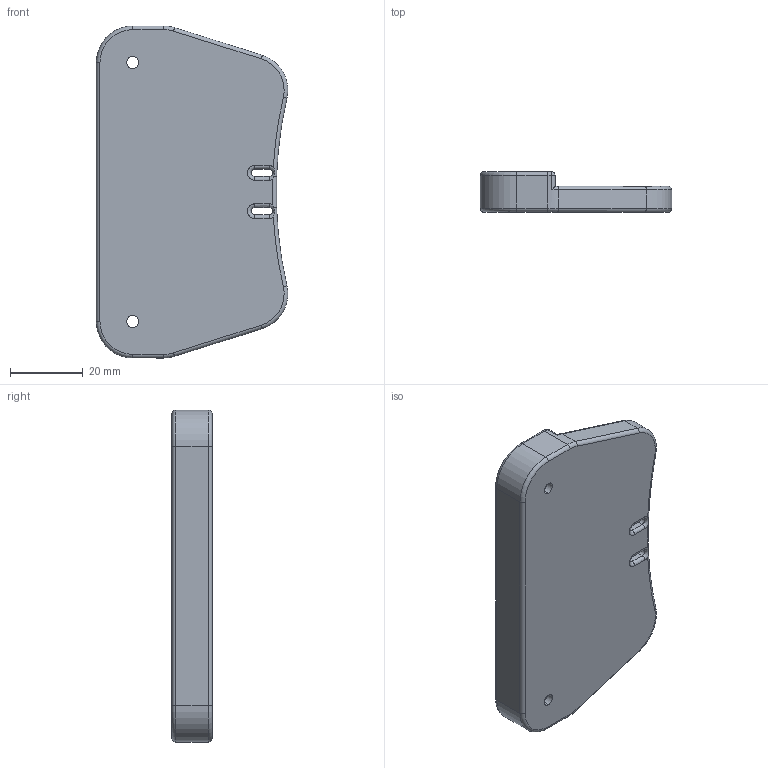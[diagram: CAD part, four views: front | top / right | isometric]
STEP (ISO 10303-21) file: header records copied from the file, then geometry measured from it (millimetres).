
FILE_DESCRIPTION (( 'STEP AP203' ), '1' );
FILE_NAME ('assembled_bedrest-fsr.step', '2016-03-08T04:35:16', ( '' ), ( '' ), 'SwSTEP 2.0', 'SolidWorks 2015', '' );
FILE_SCHEMA (( 'CONFIG_CONTROL_DESIGN' ));
Length unit declared in the file: millimetre
Products named in the file (3): assembled_bedrest-fsr; bedrest-fsr; bedrest-fsr-foot
Assembly tree (2 placements, depth 2):
  assembled_bedrest-fsr
    bedrest-fsr
    bedrest-fsr-foot
Bounding box: 52.48 x 11 x 91.02 mm (x, y, z)
Volume: 34120.2 mm3; surface area: 12156.2 mm2
Topology: 2 solids, 2 shells, 143 faces, 350 edges, 203 vertices
Faces by surface type: cylinder 56, torus 41, plane 28, bspline 12, sphere 4, cone 2
Entity records: 5093 total; most frequent: CARTESIAN_POINT 1487, DIRECTION 734, ORIENTED_EDGE 688, EDGE_CURVE 344, AXIS2_PLACEMENT_3D 316, VERTEX_POINT 203, CIRCLE 180, EDGE_LOOP 149
